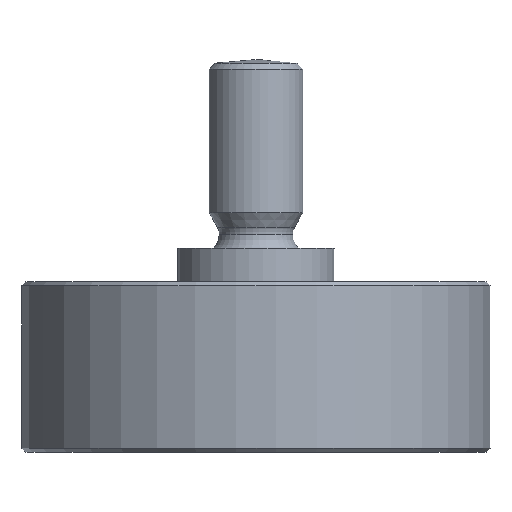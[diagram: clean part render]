
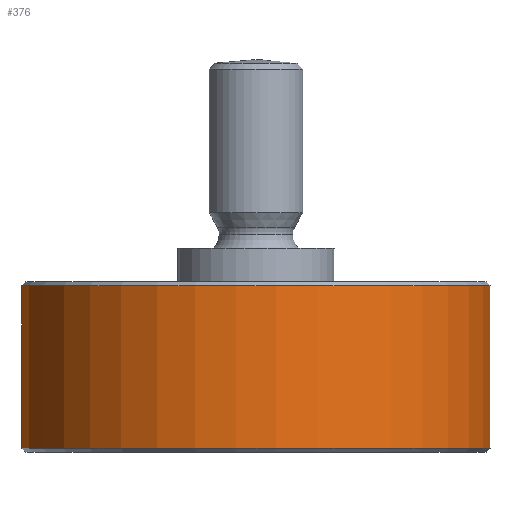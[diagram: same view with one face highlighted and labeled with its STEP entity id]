
A CAD part, front view. The second image highlights one B-rep face of the part: STEP entity #376.
In plain terms, the highlighted cylindrical face has radius 29.9 mm (diameter 59.8 mm), a full revolution.
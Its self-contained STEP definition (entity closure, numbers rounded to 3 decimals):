
#376 = ADVANCED_FACE( '', ( #830, #831, #832 ), #833, .T. );
#830 = FACE_OUTER_BOUND( '', #1479, .T. );
#831 = FACE_OUTER_BOUND( '', #1480, .T. );
#832 = FACE_BOUND( '', #1481, .T. );
#833 = CYLINDRICAL_SURFACE( '', #1482, 29.9 );
#1479 = EDGE_LOOP( '', ( #2075 ) );
#1480 = EDGE_LOOP( '', ( #2076 ) );
#1481 = EDGE_LOOP( '', ( #2077 ) );
#1482 = AXIS2_PLACEMENT_3D( '', #2078, #2079, #2080 );
#2075 = ORIENTED_EDGE( '', *, *, #2239, .T. );
#2076 = ORIENTED_EDGE( '', *, *, #2330, .T. );
#2077 = ORIENTED_EDGE( '', *, *, #2229, .T. );
#2078 = CARTESIAN_POINT( '', ( 0., 0., 13.5 ) );
#2079 = DIRECTION( '', ( 0., 0., -1. ) );
#2080 = DIRECTION( '', ( 0.707, -0.707, 0. ) );
#2229 = EDGE_CURVE( '', #2363, #2363, #2364, .T. );
#2239 = EDGE_CURVE( '', #2377, #2377, #2378, .T. );
#2330 = EDGE_CURVE( '', #2489, #2489, #2490, .T. );
#2363 = VERTEX_POINT( '', #2520 );
#2364 = B_SPLINE_CURVE_WITH_KNOTS( '', 3, ( #2521, #2522, #2523, #2524, #2525, #2526, #2527, #2528, #2529, #2530, #2531, #2532, #2533, #2534, #2535, #2536, #2537, #2538, #2539, #2540, #2541, #2542, #2543, #2544, #2545, #2546, #2547, #2548, #2549, #2550, #2551, #2552, #2553, #2554, #2555, #2556, #2557, #2558, #2559, #2560, #2561, #2562, #2563, #2564, #2565, #2566, #2567, #2568, #2569, #2570, #2571, #2572, #2573, #2574, #2575, #2576, #2577, #2578, #2579, #2580, #2581, #2582, #2583, #2584, #2585, #2586 ), .UNSPECIFIED., .T., .F., ( 2, 2, 2, 2, 2, 2, 2, 2, 2, 2, 2, 2, 2, 2, 2, 2, 2, 2, 2, 2, 2, 2, 2, 2, 2, 2, 2, 2, 2, 2, 2, 2, 2, 2, 2 ), ( -0.001, 0., 0.001, 0.002, 0.002, 0.003, 0.004, 0.005, 0.005, 0.006, 0.007, 0.008, 0.009, 0.009, 0.01, 0.011, 0.012, 0.013, 0.013, 0.014, 0.015, 0.016, 0.016, 0.017, 0.018, 0.019, 0.02, 0.02, 0.021, 0.022, 0.023, 0.023, 0.024, 0.025, 0.026 ), .UNSPECIFIED. );
#2377 = VERTEX_POINT( '', #2599 );
#2378 = CIRCLE( '', #2600, 29.9 );
#2489 = VERTEX_POINT( '', #2711 );
#2490 = CIRCLE( '', #2712, 29.9 );
#2520 = CARTESIAN_POINT( '', ( 0., 29.9, 14. ) );
#2521 = CARTESIAN_POINT( '', ( 0.265, 29.9, 14. ) );
#2522 = CARTESIAN_POINT( '', ( -0.265, 29.9, 14. ) );
#2523 = CARTESIAN_POINT( '', ( -0.525, 29.896, 13.974 ) );
#2524 = CARTESIAN_POINT( '', ( -1.036, 29.883, 13.872 ) );
#2525 = CARTESIAN_POINT( '', ( -1.29, 29.873, 13.795 ) );
#2526 = CARTESIAN_POINT( '', ( -1.775, 29.848, 13.594 ) );
#2527 = CARTESIAN_POINT( '', ( -2.004, 29.834, 13.471 ) );
#2528 = CARTESIAN_POINT( '', ( -2.439, 29.801, 13.181 ) );
#2529 = CARTESIAN_POINT( '', ( -2.644, 29.783, 13.012 ) );
#2530 = CARTESIAN_POINT( '', ( -3.013, 29.748, 12.644 ) );
#2531 = CARTESIAN_POINT( '', ( -3.178, 29.731, 12.443 ) );
#2532 = CARTESIAN_POINT( '', ( -3.471, 29.698, 12.006 ) );
#2533 = CARTESIAN_POINT( '', ( -3.595, 29.683, 11.773 ) );
#2534 = CARTESIAN_POINT( '', ( -3.795, 29.658, 11.292 ) );
#2535 = CARTESIAN_POINT( '', ( -3.872, 29.648, 11.04 ) );
#2536 = CARTESIAN_POINT( '', ( -3.974, 29.635, 10.523 ) );
#2537 = CARTESIAN_POINT( '', ( -4., 29.631, 10.263 ) );
#2538 = CARTESIAN_POINT( '', ( -4., 29.631, 9.741 ) );
#2539 = CARTESIAN_POINT( '', ( -3.974, 29.635, 9.476 ) );
#2540 = CARTESIAN_POINT( '', ( -3.872, 29.648, 8.962 ) );
#2541 = CARTESIAN_POINT( '', ( -3.796, 29.658, 8.713 ) );
#2542 = CARTESIAN_POINT( '', ( -3.596, 29.683, 8.228 ) );
#2543 = CARTESIAN_POINT( '', ( -3.471, 29.698, 7.995 ) );
#2544 = CARTESIAN_POINT( '', ( -3.181, 29.731, 7.561 ) );
#2545 = CARTESIAN_POINT( '', ( -3.016, 29.748, 7.359 ) );
#2546 = CARTESIAN_POINT( '', ( -2.643, 29.784, 6.986 ) );
#2547 = CARTESIAN_POINT( '', ( -2.441, 29.801, 6.821 ) );
#2548 = CARTESIAN_POINT( '', ( -2.009, 29.833, 6.531 ) );
#2549 = CARTESIAN_POINT( '', ( -1.775, 29.848, 6.406 ) );
#2550 = CARTESIAN_POINT( '', ( -1.29, 29.873, 6.205 ) );
#2551 = CARTESIAN_POINT( '', ( -1.041, 29.883, 6.129 ) );
#2552 = CARTESIAN_POINT( '', ( -0.528, 29.896, 6.026 ) );
#2553 = CARTESIAN_POINT( '', ( -0.263, 29.9, 6. ) );
#2554 = CARTESIAN_POINT( '', ( 0.26, 29.9, 6. ) );
#2555 = CARTESIAN_POINT( '', ( 0.519, 29.897, 6.025 ) );
#2556 = CARTESIAN_POINT( '', ( 1.036, 29.883, 6.128 ) );
#2557 = CARTESIAN_POINT( '', ( 1.288, 29.873, 6.204 ) );
#2558 = CARTESIAN_POINT( '', ( 1.77, 29.849, 6.403 ) );
#2559 = CARTESIAN_POINT( '', ( 2.003, 29.834, 6.528 ) );
#2560 = CARTESIAN_POINT( '', ( 2.44, 29.801, 6.819 ) );
#2561 = CARTESIAN_POINT( '', ( 2.641, 29.784, 6.985 ) );
#2562 = CARTESIAN_POINT( '', ( 3.01, 29.749, 7.353 ) );
#2563 = CARTESIAN_POINT( '', ( 3.179, 29.731, 7.559 ) );
#2564 = CARTESIAN_POINT( '', ( 3.47, 29.698, 7.993 ) );
#2565 = CARTESIAN_POINT( '', ( 3.593, 29.684, 8.222 ) );
#2566 = CARTESIAN_POINT( '', ( 3.794, 29.658, 8.706 ) );
#2567 = CARTESIAN_POINT( '', ( 3.871, 29.648, 8.96 ) );
#2568 = CARTESIAN_POINT( '', ( 3.974, 29.635, 9.472 ) );
#2569 = CARTESIAN_POINT( '', ( 4., 29.631, 9.732 ) );
#2570 = CARTESIAN_POINT( '', ( 4., 29.631, 10.261 ) );
#2571 = CARTESIAN_POINT( '', ( 3.974, 29.635, 10.521 ) );
#2572 = CARTESIAN_POINT( '', ( 3.873, 29.648, 11.033 ) );
#2573 = CARTESIAN_POINT( '', ( 3.796, 29.658, 11.287 ) );
#2574 = CARTESIAN_POINT( '', ( 3.596, 29.683, 11.771 ) );
#2575 = CARTESIAN_POINT( '', ( 3.473, 29.698, 12.001 ) );
#2576 = CARTESIAN_POINT( '', ( 3.183, 29.73, 12.436 ) );
#2577 = CARTESIAN_POINT( '', ( 3.015, 29.748, 12.642 ) );
#2578 = CARTESIAN_POINT( '', ( 2.647, 29.783, 13.011 ) );
#2579 = CARTESIAN_POINT( '', ( 2.445, 29.801, 13.176 ) );
#2580 = CARTESIAN_POINT( '', ( 2.008, 29.833, 13.469 ) );
#2581 = CARTESIAN_POINT( '', ( 1.776, 29.848, 13.593 ) );
#2582 = CARTESIAN_POINT( '', ( 1.295, 29.873, 13.793 ) );
#2583 = CARTESIAN_POINT( '', ( 1.043, 29.883, 13.871 ) );
#2584 = CARTESIAN_POINT( '', ( 0.526, 29.896, 13.974 ) );
#2585 = CARTESIAN_POINT( '', ( 0.265, 29.9, 14. ) );
#2586 = CARTESIAN_POINT( '', ( -0.265, 29.9, 14. ) );
#2599 = CARTESIAN_POINT( '', ( 21.142, -21.142, 0.5 ) );
#2600 = AXIS2_PLACEMENT_3D( '', #2751, #2752, #2753 );
#2711 = CARTESIAN_POINT( '', ( -21.142, 21.142, 21.2 ) );
#2712 = AXIS2_PLACEMENT_3D( '', #2844, #2845, #2846 );
#2751 = CARTESIAN_POINT( '', ( 0., 0., 0.5 ) );
#2752 = DIRECTION( '', ( 0., 0., 1. ) );
#2753 = DIRECTION( '', ( 0.707, -0.707, 0. ) );
#2844 = CARTESIAN_POINT( '', ( 0., 0., 21.2 ) );
#2845 = DIRECTION( '', ( 0., 0., -1. ) );
#2846 = DIRECTION( '', ( -0.707, 0.707, 0. ) );
